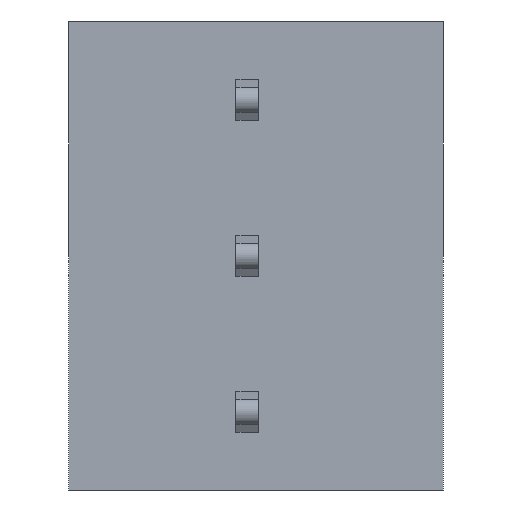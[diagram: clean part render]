
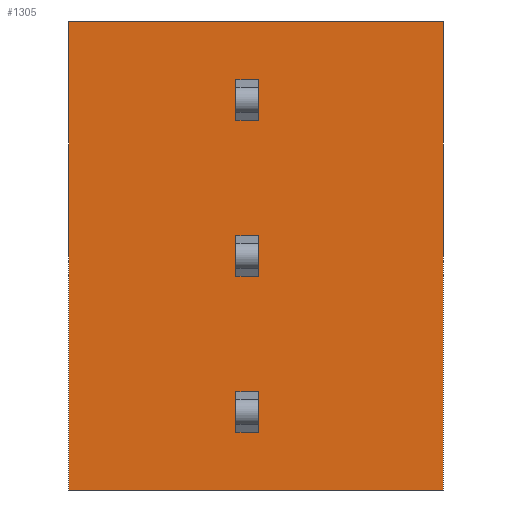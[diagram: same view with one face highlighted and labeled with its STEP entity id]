
A CAD part, front view. The second image highlights one B-rep face of the part: STEP entity #1305.
In plain terms, the highlighted planar face has unit normal (0, -1, 0).
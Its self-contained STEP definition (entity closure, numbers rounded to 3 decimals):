
#37=DIRECTION('',(1.,0.,0.));
#38=VECTOR('',#37,8.4);
#39=CARTESIAN_POINT('',(-4.2,-7.7,-8.75));
#40=LINE('',#39,#38);
#97=DIRECTION('',(0.,0.,1.));
#98=VECTOR('',#97,10.5);
#99=CARTESIAN_POINT('',(4.2,-7.7,-8.75));
#100=LINE('',#99,#98);
#101=DIRECTION('',(0.,0.,1.));
#102=VECTOR('',#101,10.5);
#103=CARTESIAN_POINT('',(-4.2,-7.7,-8.75));
#104=LINE('',#103,#102);
#105=DIRECTION('',(0.,0.,1.));
#106=VECTOR('',#105,0.9);
#107=CARTESIAN_POINT('',(-0.45,-7.7,-0.45));
#108=LINE('',#107,#106);
#109=DIRECTION('',(-1.,0.,0.));
#110=VECTOR('',#109,0.5);
#111=CARTESIAN_POINT('',(0.05,-7.7,-0.45));
#112=LINE('',#111,#110);
#113=DIRECTION('',(0.,0.,1.));
#114=VECTOR('',#113,0.9);
#115=CARTESIAN_POINT('',(0.05,-7.7,-0.45));
#116=LINE('',#115,#114);
#117=DIRECTION('',(-1.,0.,0.));
#118=VECTOR('',#117,0.5);
#119=CARTESIAN_POINT('',(0.05,-7.7,0.45));
#120=LINE('',#119,#118);
#121=DIRECTION('',(0.,0.,1.));
#122=VECTOR('',#121,0.9);
#123=CARTESIAN_POINT('',(-0.45,-7.7,-3.95));
#124=LINE('',#123,#122);
#125=DIRECTION('',(-1.,0.,0.));
#126=VECTOR('',#125,0.5);
#127=CARTESIAN_POINT('',(0.05,-7.7,-3.95));
#128=LINE('',#127,#126);
#129=DIRECTION('',(0.,0.,1.));
#130=VECTOR('',#129,0.9);
#131=CARTESIAN_POINT('',(0.05,-7.7,-3.95));
#132=LINE('',#131,#130);
#133=DIRECTION('',(-1.,0.,0.));
#134=VECTOR('',#133,0.5);
#135=CARTESIAN_POINT('',(0.05,-7.7,-3.05));
#136=LINE('',#135,#134);
#137=DIRECTION('',(0.,0.,1.));
#138=VECTOR('',#137,0.9);
#139=CARTESIAN_POINT('',(-0.45,-7.7,-7.45));
#140=LINE('',#139,#138);
#141=DIRECTION('',(-1.,0.,0.));
#142=VECTOR('',#141,0.5);
#143=CARTESIAN_POINT('',(0.05,-7.7,-7.45));
#144=LINE('',#143,#142);
#145=DIRECTION('',(0.,0.,1.));
#146=VECTOR('',#145,0.9);
#147=CARTESIAN_POINT('',(0.05,-7.7,-7.45));
#148=LINE('',#147,#146);
#149=DIRECTION('',(-1.,0.,0.));
#150=VECTOR('',#149,0.5);
#151=CARTESIAN_POINT('',(0.05,-7.7,-6.55));
#152=LINE('',#151,#150);
#211=DIRECTION('',(1.,0.,0.));
#212=VECTOR('',#211,8.4);
#213=CARTESIAN_POINT('',(-4.2,-7.7,1.75));
#214=LINE('',#213,#212);
#919=CARTESIAN_POINT('',(-4.2,-7.7,-8.75));
#920=VERTEX_POINT('',#919);
#921=CARTESIAN_POINT('',(4.2,-7.7,-8.75));
#922=VERTEX_POINT('',#921);
#935=CARTESIAN_POINT('',(-4.2,-7.7,1.75));
#936=VERTEX_POINT('',#935);
#937=CARTESIAN_POINT('',(4.2,-7.7,1.75));
#938=VERTEX_POINT('',#937);
#1003=CARTESIAN_POINT('',(-0.45,-7.7,-0.45));
#1004=CARTESIAN_POINT('',(-0.45,-7.7,0.45));
#1005=VERTEX_POINT('',#1003);
#1006=VERTEX_POINT('',#1004);
#1007=CARTESIAN_POINT('',(0.05,-7.7,-0.45));
#1008=CARTESIAN_POINT('',(0.05,-7.7,0.45));
#1009=VERTEX_POINT('',#1007);
#1010=VERTEX_POINT('',#1008);
#1027=CARTESIAN_POINT('',(-0.45,-7.7,-3.95));
#1028=CARTESIAN_POINT('',(-0.45,-7.7,-3.05));
#1029=VERTEX_POINT('',#1027);
#1030=VERTEX_POINT('',#1028);
#1031=CARTESIAN_POINT('',(0.05,-7.7,-3.95));
#1032=CARTESIAN_POINT('',(0.05,-7.7,-3.05));
#1033=VERTEX_POINT('',#1031);
#1034=VERTEX_POINT('',#1032);
#1139=CARTESIAN_POINT('',(-0.45,-7.7,-7.45));
#1140=CARTESIAN_POINT('',(-0.45,-7.7,-6.55));
#1141=VERTEX_POINT('',#1139);
#1142=VERTEX_POINT('',#1140);
#1143=CARTESIAN_POINT('',(0.05,-7.7,-7.45));
#1144=CARTESIAN_POINT('',(0.05,-7.7,-6.55));
#1145=VERTEX_POINT('',#1143);
#1146=VERTEX_POINT('',#1144);
#1262=CARTESIAN_POINT('',(-4.2,-7.7,-8.75));
#1263=DIRECTION('',(0.,-1.,0.));
#1264=DIRECTION('',(1.,0.,0.));
#1265=AXIS2_PLACEMENT_3D('',#1262,#1263,#1264);
#1266=PLANE('',#1265);
#1267=ORIENTED_EDGE('',*,*,#1196,.F.);
#1269=ORIENTED_EDGE('',*,*,#1268,.T.);
#1271=ORIENTED_EDGE('',*,*,#1270,.T.);
#1272=ORIENTED_EDGE('',*,*,#1254,.F.);
#1273=EDGE_LOOP('',(#1267,#1269,#1271,#1272));
#1274=FACE_OUTER_BOUND('',#1273,.F.);
#1276=ORIENTED_EDGE('',*,*,#1275,.F.);
#1278=ORIENTED_EDGE('',*,*,#1277,.F.);
#1280=ORIENTED_EDGE('',*,*,#1279,.T.);
#1282=ORIENTED_EDGE('',*,*,#1281,.T.);
#1283=EDGE_LOOP('',(#1276,#1278,#1280,#1282));
#1284=FACE_BOUND('',#1283,.F.);
#1286=ORIENTED_EDGE('',*,*,#1285,.F.);
#1288=ORIENTED_EDGE('',*,*,#1287,.F.);
#1290=ORIENTED_EDGE('',*,*,#1289,.T.);
#1292=ORIENTED_EDGE('',*,*,#1291,.T.);
#1293=EDGE_LOOP('',(#1286,#1288,#1290,#1292));
#1294=FACE_BOUND('',#1293,.F.);
#1296=ORIENTED_EDGE('',*,*,#1295,.F.);
#1298=ORIENTED_EDGE('',*,*,#1297,.F.);
#1300=ORIENTED_EDGE('',*,*,#1299,.T.);
#1302=ORIENTED_EDGE('',*,*,#1301,.T.);
#1303=EDGE_LOOP('',(#1296,#1298,#1300,#1302));
#1304=FACE_BOUND('',#1303,.F.);
#1196=EDGE_CURVE('',#920,#922,#40,.T.);
#1254=EDGE_CURVE('',#922,#938,#100,.T.);
#1268=EDGE_CURVE('',#920,#936,#104,.T.);
#1270=EDGE_CURVE('',#936,#938,#214,.T.);
#1275=EDGE_CURVE('',#1005,#1006,#108,.T.);
#1277=EDGE_CURVE('',#1009,#1005,#112,.T.);
#1279=EDGE_CURVE('',#1009,#1010,#116,.T.);
#1281=EDGE_CURVE('',#1010,#1006,#120,.T.);
#1285=EDGE_CURVE('',#1029,#1030,#124,.T.);
#1287=EDGE_CURVE('',#1033,#1029,#128,.T.);
#1289=EDGE_CURVE('',#1033,#1034,#132,.T.);
#1291=EDGE_CURVE('',#1034,#1030,#136,.T.);
#1295=EDGE_CURVE('',#1141,#1142,#140,.T.);
#1297=EDGE_CURVE('',#1145,#1141,#144,.T.);
#1299=EDGE_CURVE('',#1145,#1146,#148,.T.);
#1301=EDGE_CURVE('',#1146,#1142,#152,.T.);
#1305=ADVANCED_FACE('',(#1274,#1284,#1294,#1304),#1266,.T.);
